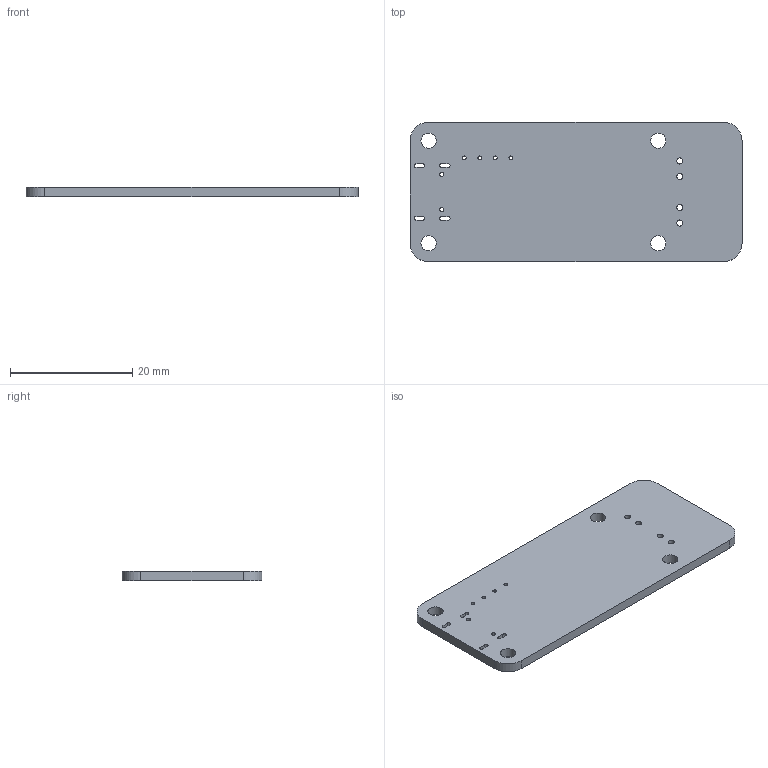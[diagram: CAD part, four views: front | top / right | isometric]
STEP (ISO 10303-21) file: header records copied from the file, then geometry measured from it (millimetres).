
FILE_DESCRIPTION(('KiCad electronic assembly'),'2;1');
FILE_NAME('current.step','2024-09-10T18:24:14',('Pcbnew'),('Kicad'), 'Open CASCADE STEP processor 7.6','KiCad to STEP converter','Unknown' );
FILE_SCHEMA(('AUTOMOTIVE_DESIGN { 1 0 10303 214 1 1 1 1 }'));
Length unit declared in the file: millimetre
Products named in the file (2): current 1; current_PCB
Assembly tree (1 placements, depth 2):
  current 1
    current_PCB
Bounding box: 54.36 x 22.86 x 1.6 mm (x, y, z)
Volume: 1929.8 mm3; surface area: 2766.7 mm2
Topology: 1 solids, 1 shells, 40 faces, 114 edges, 76 vertices
Faces by surface type: cylinder 26, plane 14
Full cylindrical faces by diameter (mm): 0.61 x4, 0.686 x2, 1 x4, 2.5 x4
Entity records: 1439 total; most frequent: DIRECTION 250, CARTESIAN_POINT 232, ORIENTED_EDGE 228, EDGE_CURVE 114, AXIS2_PLACEMENT_3D 94, FACE_BOUND 76, EDGE_LOOP 76, VERTEX_POINT 76
